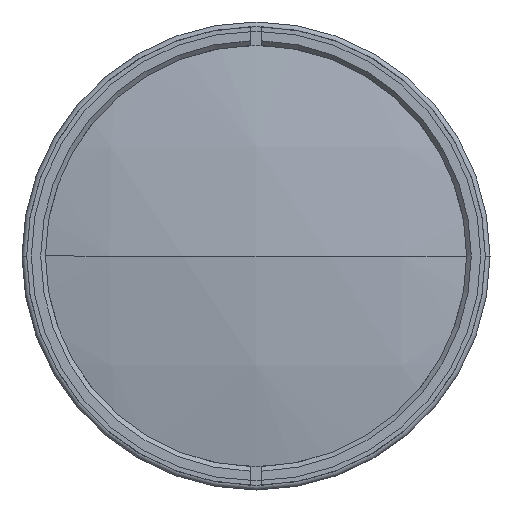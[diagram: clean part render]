
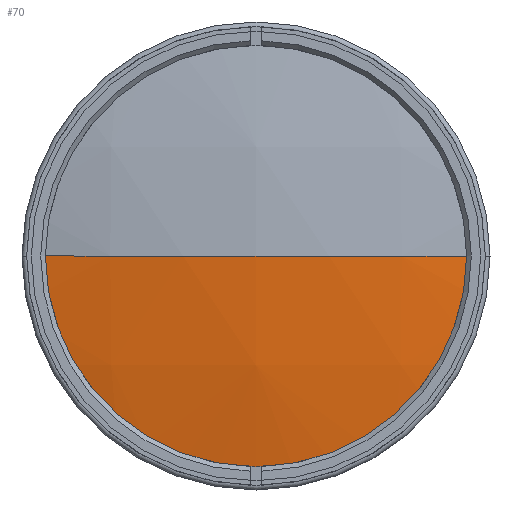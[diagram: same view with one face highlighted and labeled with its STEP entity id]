
A CAD part, left-side view. The second image highlights one B-rep face of the part: STEP entity #70.
In plain terms, the highlighted spherical face has radius 224 mm.
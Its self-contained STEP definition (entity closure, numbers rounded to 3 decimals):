
#70 = ADVANCED_FACE ( 'NONE', ( #678 ), #653, .T. ) ;
#125 = DIRECTION ( 'NONE',  ( 0., 0., 1. ) ) ;
#135 = ORIENTED_EDGE ( 'NONE', *, *, #2097, .T. ) ;
#162 = CIRCLE ( 'NONE', #1146, 224. ) ;
#189 = CIRCLE ( 'NONE', #1247, 224. ) ;
#265 = VERTEX_POINT ( 'NONE', #1462 ) ;
#274 = DIRECTION ( 'NONE',  ( 0., 1., 0. ) ) ;
#326 = VERTEX_POINT ( 'NONE', #1838 ) ;
#492 = DIRECTION ( 'NONE',  ( -1., 0., 0. ) ) ;
#601 = DIRECTION ( 'NONE',  ( 0., 0., -1. ) ) ;
#653 = SPHERICAL_SURFACE ( 'NONE', #1760, 224. ) ;
#678 = FACE_OUTER_BOUND ( 'NONE', #2880, .T. ) ;
#729 = EDGE_CURVE ( 'NONE', #265, #2993, #162, .T. ) ;
#963 = CARTESIAN_POINT ( 'NONE',  ( 36.615, 0., 0. ) ) ;
#1146 = AXIS2_PLACEMENT_3D ( 'NONE', #963, #3863, #3210 ) ;
#1178 = CARTESIAN_POINT ( 'NONE',  ( -182.505, 0., 0. ) ) ;
#1247 = AXIS2_PLACEMENT_3D ( 'NONE', #2270, #601, #274 ) ;
#1434 = AXIS2_PLACEMENT_3D ( 'NONE', #1178, #492, #125 ) ;
#1462 = CARTESIAN_POINT ( 'NONE',  ( -182.505, 46.5, 0. ) ) ;
#1760 = AXIS2_PLACEMENT_3D ( 'NONE', #3984, #3602, #3363 ) ;
#1838 = CARTESIAN_POINT ( 'NONE',  ( -182.505, -46.5, 0. ) ) ;
#2097 = EDGE_CURVE ( 'NONE', #265, #326, #3552, .T. ) ;
#2270 = CARTESIAN_POINT ( 'NONE',  ( 36.615, 0., 0. ) ) ;
#2860 = EDGE_CURVE ( 'NONE', #326, #2993, #189, .T. ) ;
#2880 = EDGE_LOOP ( 'NONE', ( #135, #3785, #3019 ) ) ;
#2993 = VERTEX_POINT ( 'NONE', #3967 ) ;
#3019 = ORIENTED_EDGE ( 'NONE', *, *, #729, .F. ) ;
#3210 = DIRECTION ( 'NONE',  ( 0., -1., 0. ) ) ;
#3363 = DIRECTION ( 'NONE',  ( 0., 1., 0. ) ) ;
#3552 = CIRCLE ( 'NONE', #1434, 46.5 ) ;
#3602 = DIRECTION ( 'NONE',  ( 0., 0., -1. ) ) ;
#3785 = ORIENTED_EDGE ( 'NONE', *, *, #2860, .T. ) ;
#3863 = DIRECTION ( 'NONE',  ( 0., 0., 1. ) ) ;
#3967 = CARTESIAN_POINT ( 'NONE',  ( -187.385, 0., 0. ) ) ;
#3984 = CARTESIAN_POINT ( 'NONE',  ( 36.615, 0., 0. ) ) ;
